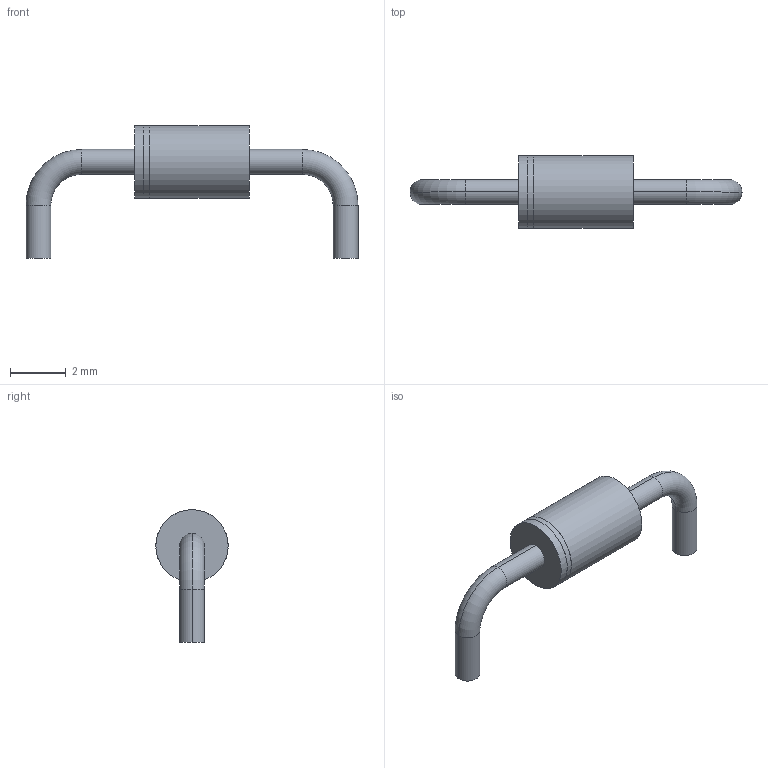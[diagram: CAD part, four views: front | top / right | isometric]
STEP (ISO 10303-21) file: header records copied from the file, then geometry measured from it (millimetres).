
FILE_DESCRIPTION(('STEP AP214'),'1');
FILE_NAME('DO-41','2019-03-24T20:40:49',(''),(''),'','','');
FILE_SCHEMA(('AUTOMOTIVE_DESIGN'));
Length unit declared in the file: millimetre
Products named in the file (1): product
Bounding box: 11.89 x 2.6 x 4.75 mm (x, y, z)
Volume: 29.3 mm3; surface area: 84.6 mm2
Topology: 3 solids, 7 shells, 23 faces, 45 edges, 30 vertices
Faces by surface type: cylinder 11, plane 8, torus 4
Full cylindrical faces by diameter (mm): 2.591 x2, 2.596 x1
Entity records: 672 total; most frequent: DIRECTION 130, CARTESIAN_POINT 99, ORIENTED_EDGE 72, AXIS2_PLACEMENT_3D 61, EDGE_CURVE 42, VERTEX_POINT 38, CIRCLE 34, EDGE_LOOP 28
